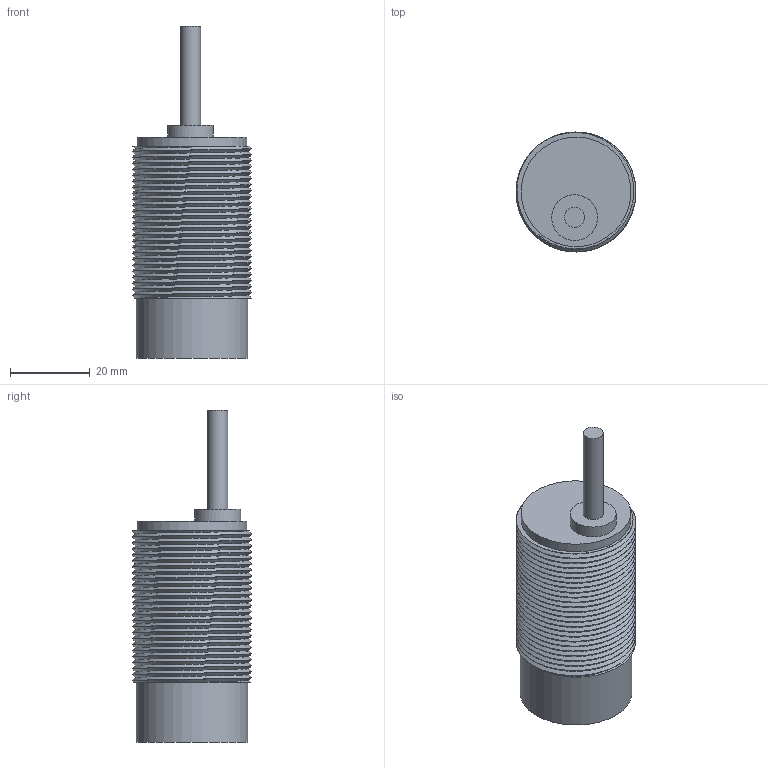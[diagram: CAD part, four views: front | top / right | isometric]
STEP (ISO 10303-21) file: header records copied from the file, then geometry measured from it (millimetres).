
FILE_DESCRIPTION(/* description */ (''),/* implementation_level */ '2;1');
FILE_NAME(/* name */ 'M30_N_KABEL_I1CN-M3015N-O3U2-GDS.stp',/* time_stamp */ '2021-08-12T13:41:51+02:00',/* author */ ('S. Sandt'),/* organization */ ('di-soric GmbH & Co. KG'),/* preprocessor_version */ 'ST-DEVELOPER v18.1',/* originating_system */ 'Autodesk Inventor 2021',/* authorisation */ '');
FILE_SCHEMA (('AUTOMOTIVE_DESIGN { 1 0 10303 214 3 1 1 }'));
Length unit declared in the file: millimetre
Products named in the file (1): Bauteil255
Bounding box: 30 x 30 x 83.16 mm (x, y, z)
Volume: 16730.5 mm3; surface area: 12479.6 mm2
Topology: 1 solids, 3 shells, 44 faces, 102 edges, 68 vertices
Faces by surface type: cylinder 32, plane 10, bspline 2
Full cylindrical faces by diameter (mm): 4.8 x1, 5 x1, 11.5 x1, 26 x1, 27.5 x1, 28 x1, 30 x24
Entity records: 6664 total; most frequent: CARTESIAN_POINT 5725, ORIENTED_EDGE 204, DIRECTION 145, EDGE_CURVE 102, VERTEX_POINT 68, AXIS2_PLACEMENT_3D 57, B_SPLINE_CURVE_WITH_KNOTS 56, EDGE_LOOP 48
